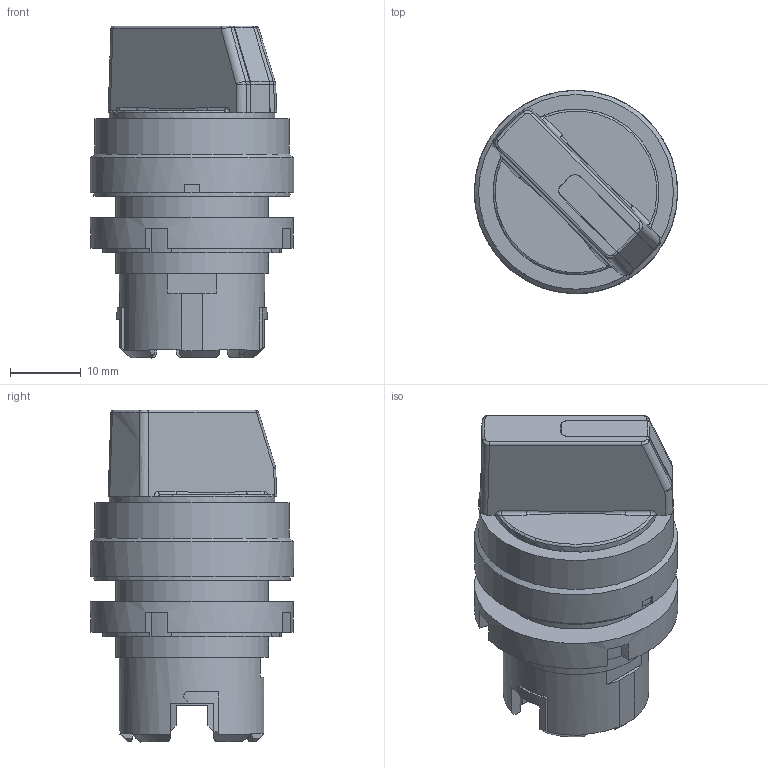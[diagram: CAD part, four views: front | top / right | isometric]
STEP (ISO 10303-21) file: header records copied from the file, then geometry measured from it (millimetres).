
FILE_DESCRIPTION( ( 'Unknown' ), '1' );
FILE_NAME( 'A20F-2Ex-Solid3D-20180706.stp', 'Unknown', ( 'Unknown' ), ( 'Unknown' ), 'XStep 1.0', 'Unknown', ' ' );
FILE_SCHEMA( ( 'automotive_design' ) );
Length unit declared in the file: millimetre
Products named in the file (1): 7
Bounding box: 28.8 x 28.8 x 47.05 mm (x, y, z)
Volume: 17738.4 mm3; surface area: 5553.8 mm2
Topology: 1 solids, 1 shells, 201 faces, 542 edges, 349 vertices
Faces by surface type: plane 113, cylinder 56, torus 11, cone 10, bspline 9, sphere 2
Full cylindrical faces by diameter (mm): 21.7 x2, 23.5 x1, 27.6 x1, 27.8 x1, 28.8 x2
Entity records: 8287 total; most frequent: CARTESIAN_POINT 1649, DIRECTION 1065, ORIENTED_EDGE 1056, EDGE_CURVE 528, AXIS2_PLACEMENT_3D 398, VERTEX_POINT 343, LINE 269, VECTOR 269
